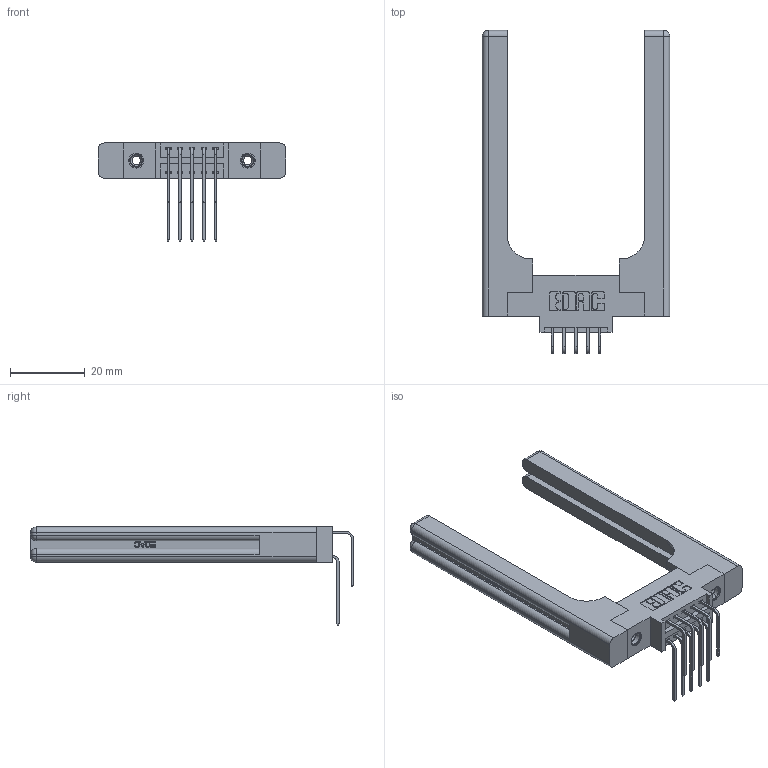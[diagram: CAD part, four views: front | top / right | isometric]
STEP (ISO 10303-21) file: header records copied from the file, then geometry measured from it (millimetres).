
FILE_DESCRIPTION (( 'STEP AP203' ), '1' );
FILE_NAME ('346-010-559-858.STEP', '2022-05-17T18:32:35', ( '' ), ( '' ), 'SwSTEP 2.0', 'SolidWorks 2020', '' );
FILE_SCHEMA (( 'CONFIG_CONTROL_DESIGN' ));
Length unit declared in the file: inch
Products named in the file (6): 345-292-001_558 559 Tail - 1; 346-220-058_345-220-058; 345-292-001_559 Tail - 2; 345-250-001_345-250-001-102; 346 Part_0.170 Offset - 0.156 Dia-TH; 346-010-559-858
Assembly tree (15 placements, depth 2):
  346-010-559-858
    346 Part_0.170 Offset - 0.156 Dia-TH
    345-292-001_558 559 Tail - 1  x5
    345-292-001_559 Tail - 2  x5
    345-250-001_345-250-001-102  x2
    346-220-058_345-220-058  x2
Bounding box: 49.94 x 86.17 x 26.16 mm (x, y, z)
Volume: 11961.3 mm3; surface area: 11022.4 mm2
Topology: 15 solids, 15 shells, 936 faces, 2653 edges, 1734 vertices
Faces by surface type: plane 612, cylinder 264, bspline 36, cone 12, sphere 8, torus 4
Entity records: 15758 total; most frequent: CARTESIAN_POINT 3714, ORIENTED_EDGE 2392, DIRECTION 2228, EDGE_CURVE 1196, VECTOR 912, LINE 912, VERTEX_POINT 786, AXIS2_PLACEMENT_3D 658
